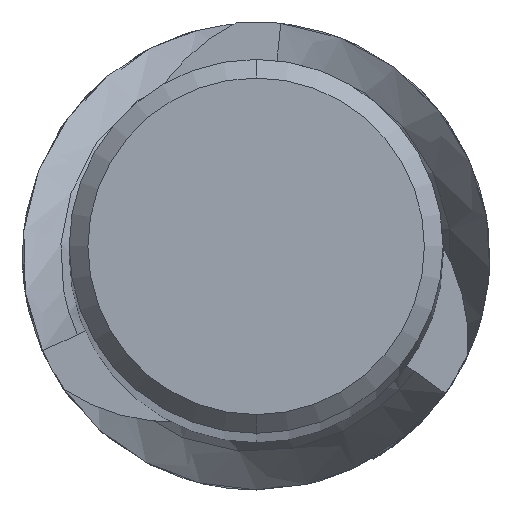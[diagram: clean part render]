
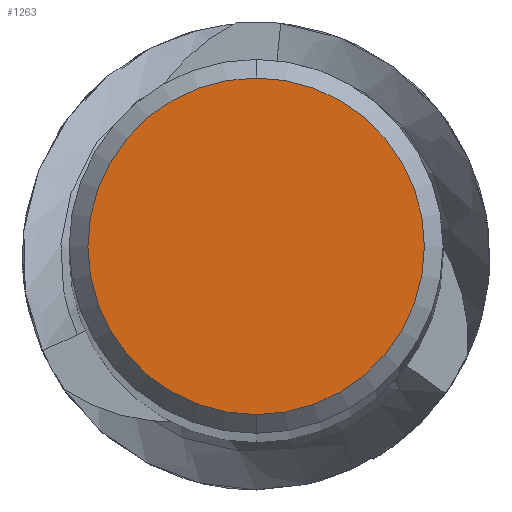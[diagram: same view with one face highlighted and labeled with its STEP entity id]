
A CAD part, top view. The second image highlights one B-rep face of the part: STEP entity #1263.
In plain terms, the highlighted planar face has unit normal (0, 0, 1).
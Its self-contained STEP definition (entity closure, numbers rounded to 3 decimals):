
#539=EDGE_CURVE('',#807,#1323,#1535,.T.);
#807=VERTEX_POINT('',#1825);
#1013=EDGE_CURVE('',#1323,#807,#2050,.T.);
#1263=ADVANCED_FACE('',(#2326),#2327,.T.);
#1323=VERTEX_POINT('',#2392);
#1535=CIRCLE('',#2695,3.6);
#1825=CARTESIAN_POINT('',(0.,-3.6,0.0));
#2050=CIRCLE('',#5754,3.6);
#2326=FACE_OUTER_BOUND('',#7706,.T.);
#2327=PLANE('',#7707);
#2392=CARTESIAN_POINT('',(0.0,3.6,0.0));
#2695=AXIS2_PLACEMENT_3D('',#8905,#8906,#8907);
#5754=AXIS2_PLACEMENT_3D('',#9437,#9438,#9439);
#7706=EDGE_LOOP('',(#9755,#9756));
#7707=AXIS2_PLACEMENT_3D('',#9757,#9758,#9759);
#8905=CARTESIAN_POINT('',(0.0,0.0,0.0));
#8906=DIRECTION('',(0.0,0.0,-1.0));
#8907=DIRECTION('',(0.0,1.0,0.0));
#9437=CARTESIAN_POINT('',(0.0,0.0,0.0));
#9438=DIRECTION('',(0.0,0.0,-1.0));
#9439=DIRECTION('',(0.0,1.0,0.0));
#9755=ORIENTED_EDGE('',*,*,#1013,.F.);
#9756=ORIENTED_EDGE('',*,*,#539,.F.);
#9757=CARTESIAN_POINT('',(0.0,1.8,0.0));
#9758=DIRECTION('',(-0.0,0.0,1.0));
#9759=DIRECTION('',(0.0,-1.0,0.0));
